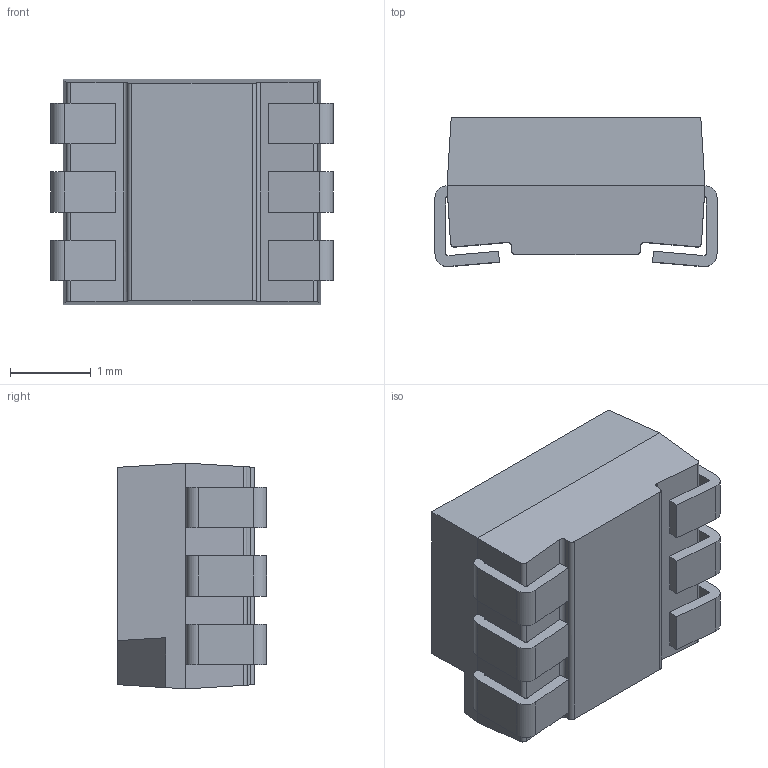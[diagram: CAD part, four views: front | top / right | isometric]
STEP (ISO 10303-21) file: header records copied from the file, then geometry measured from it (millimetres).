
FILE_DESCRIPTION (( 'STEP AP214' ), '1' );
FILE_NAME ('150352M173300.STEP', '2024-02-14T21:00:15', ( '' ), ( '' ), 'SwSTEP 2.0', 'SolidWorks 2021', '' );
FILE_SCHEMA (( 'AUTOMOTIVE_DESIGN' ));
Length unit declared in the file: millimetre
Products named in the file (1): 150352M173300
Bounding box: 3.5 x 1.85 x 2.8 mm (x, y, z)
Volume: 13 mm3; surface area: 51.2 mm2
Topology: 7 solids, 7 shells, 109 faces, 278 edges, 184 vertices
Faces by surface type: plane 75, cylinder 30, cone 4
Entity records: 3364 total; most frequent: CARTESIAN_POINT 608, ORIENTED_EDGE 556, DIRECTION 542, EDGE_CURVE 278, VECTOR 210, LINE 210, VERTEX_POINT 184, AXIS2_PLACEMENT_3D 166
